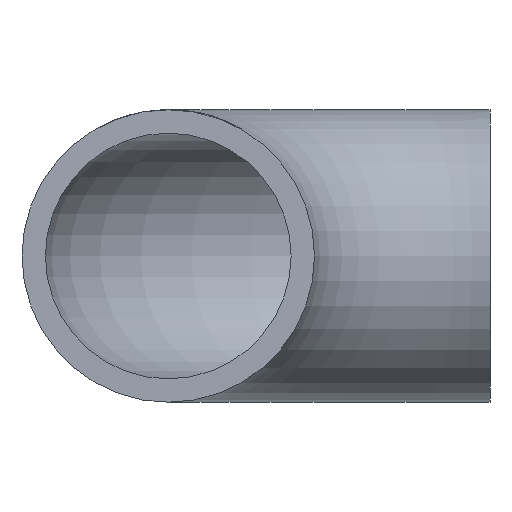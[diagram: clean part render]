
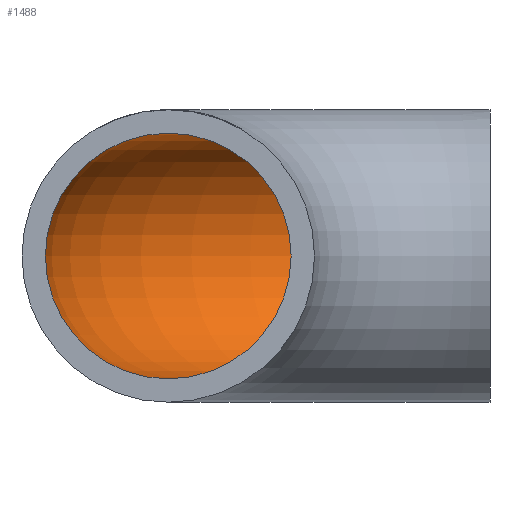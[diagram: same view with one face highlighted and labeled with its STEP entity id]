
A CAD part, front view. The second image highlights one B-rep face of the part: STEP entity #1488.
In plain terms, the highlighted toroidal (fillet/blend) face has major radius 27.5 mm and minor radius 10.5 mm.
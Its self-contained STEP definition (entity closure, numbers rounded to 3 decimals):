
#154 = EDGE_CURVE ( 'NONE', #1465, #1465, #181, .T. ) ;
#181 = CIRCLE ( 'NONE', #1333, 10.5 ) ;
#605 = CARTESIAN_POINT ( 'NONE',  ( 0., 38., 0. ) ) ;
#613 = FACE_OUTER_BOUND ( 'NONE', #1971, .T. ) ;
#633 = EDGE_CURVE ( 'NONE', #7889, #7889, #8686, .T. ) ;
#968 = DIRECTION ( 'NONE',  ( -1., 0., 0. ) ) ;
#1201 = DIRECTION ( 'NONE',  ( 0., 0., 1. ) ) ;
#1333 = AXIS2_PLACEMENT_3D ( 'NONE', #6386, #7056, #6964 ) ;
#1465 = VERTEX_POINT ( 'NONE', #605 ) ;
#1488 = ADVANCED_FACE ( 'NONE', ( #2255, #613 ), #8874, .F. ) ;
#1882 = DIRECTION ( 'NONE',  ( 0., 1., 0. ) ) ;
#1971 = EDGE_LOOP ( 'NONE', ( #7432 ) ) ;
#2255 = FACE_OUTER_BOUND ( 'NONE', #8943, .T. ) ;
#3081 = DIRECTION ( 'NONE',  ( 0., 0., -1. ) ) ;
#4694 = CARTESIAN_POINT ( 'NONE',  ( -27.5, 0., 0. ) ) ;
#4842 = CARTESIAN_POINT ( 'NONE',  ( -27.5, 0., 10.5 ) ) ;
#5611 = ORIENTED_EDGE ( 'NONE', *, *, #154, .T. ) ;
#6386 = CARTESIAN_POINT ( 'NONE',  ( 0., 27.5, 0. ) ) ;
#6563 = AXIS2_PLACEMENT_3D ( 'NONE', #7195, #3081, #968 ) ;
#6964 = DIRECTION ( 'NONE',  ( 0., 1., 0. ) ) ;
#7056 = DIRECTION ( 'NONE',  ( 1., 0., 0. ) ) ;
#7195 = CARTESIAN_POINT ( 'NONE',  ( 0., 0., 0. ) ) ;
#7432 = ORIENTED_EDGE ( 'NONE', *, *, #633, .F. ) ;
#7889 = VERTEX_POINT ( 'NONE', #4842 ) ;
#8164 = AXIS2_PLACEMENT_3D ( 'NONE', #4694, #1882, #1201 ) ;
#8686 = CIRCLE ( 'NONE', #8164, 10.5 ) ;
#8874 = TOROIDAL_SURFACE ( 'NONE', #6563, 27.5, 10.5 ) ;
#8943 = EDGE_LOOP ( 'NONE', ( #5611 ) ) ;
